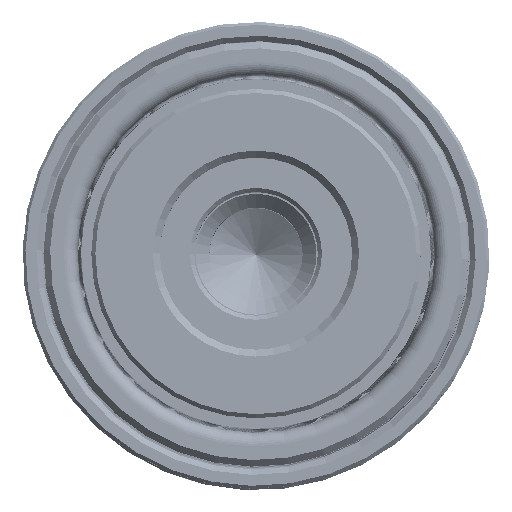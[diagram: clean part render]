
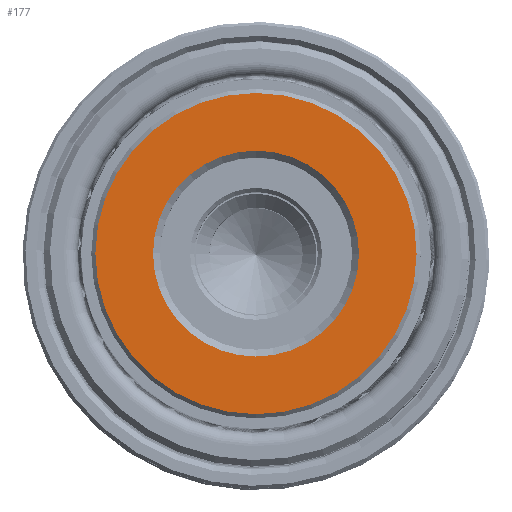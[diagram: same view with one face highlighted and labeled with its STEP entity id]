
A CAD part, top view. The second image highlights one B-rep face of the part: STEP entity #177.
In plain terms, the highlighted face is planar.
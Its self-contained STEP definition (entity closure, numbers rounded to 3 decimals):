
#177 = ADVANCED_FACE ( 'NONE', ( #25458, #9239 ), #23974, .F. ) ;
#450 = VERTEX_POINT ( 'NONE', #31042 ) ;
#1874 = EDGE_CURVE ( 'NONE', #14987, #450, #7111, .T. ) ;
#3565 = CARTESIAN_POINT ( 'NONE',  ( 0., 0., 0. ) ) ;
#7111 = CIRCLE ( 'NONE', #8373, 11.7 ) ;
#7256 = DIRECTION ( 'NONE',  ( 0., 0., 1. ) ) ;
#8373 = AXIS2_PLACEMENT_3D ( 'NONE', #17674, #40218, #20923 ) ;
#9239 = FACE_BOUND ( 'NONE', #35916, .T. ) ;
#10536 = ORIENTED_EDGE ( 'NONE', *, *, #22768, .T. ) ;
#12516 = DIRECTION ( 'NONE',  ( 0., 0., 1. ) ) ;
#14987 = VERTEX_POINT ( 'NONE', #34145 ) ;
#15443 = CARTESIAN_POINT ( 'NONE',  ( 0., 0., 0. ) ) ;
#17462 = CARTESIAN_POINT ( 'NONE',  ( 0., 0., 0. ) ) ;
#17674 = CARTESIAN_POINT ( 'NONE',  ( 0., 0., 0. ) ) ;
#18209 = EDGE_CURVE ( 'NONE', #34406, #21780, #37816, .T. ) ;
#18673 = DIRECTION ( 'NONE',  ( 1., 0., 0. ) ) ;
#20691 = DIRECTION ( 'NONE',  ( 1., 0., 0. ) ) ;
#20860 = DIRECTION ( 'NONE',  ( 1., 0., 0. ) ) ;
#20923 = DIRECTION ( 'NONE',  ( 1., 0., 0. ) ) ;
#21201 = CARTESIAN_POINT ( 'NONE',  ( 7.5, 0., 0. ) ) ;
#21393 = ORIENTED_EDGE ( 'NONE', *, *, #1874, .T. ) ;
#21780 = VERTEX_POINT ( 'NONE', #38424 ) ;
#22768 = EDGE_CURVE ( 'NONE', #21780, #34406, #26075, .T. ) ;
#23974 = PLANE ( 'NONE',  #30295 ) ;
#24041 = EDGE_CURVE ( 'NONE', #450, #14987, #36624, .T. ) ;
#25458 = FACE_OUTER_BOUND ( 'NONE', #27167, .T. ) ;
#26075 = CIRCLE ( 'NONE', #31753, 7.5 ) ;
#27167 = EDGE_LOOP ( 'NONE', ( #21393, #40154 ) ) ;
#30295 = AXIS2_PLACEMENT_3D ( 'NONE', #3565, #7256, #20860 ) ;
#31042 = CARTESIAN_POINT ( 'NONE',  ( -11.7, 0., 0. ) ) ;
#31753 = AXIS2_PLACEMENT_3D ( 'NONE', #31837, #12516, #35095 ) ;
#31837 = CARTESIAN_POINT ( 'NONE',  ( 0., 0., 0. ) ) ;
#33626 = AXIS2_PLACEMENT_3D ( 'NONE', #15443, #37977, #18673 ) ;
#34145 = CARTESIAN_POINT ( 'NONE',  ( 11.7, 0., 0. ) ) ;
#34406 = VERTEX_POINT ( 'NONE', #21201 ) ;
#35095 = DIRECTION ( 'NONE',  ( 1., 0., 0. ) ) ;
#35916 = EDGE_LOOP ( 'NONE', ( #10536, #36091 ) ) ;
#36091 = ORIENTED_EDGE ( 'NONE', *, *, #18209, .T. ) ;
#36624 = CIRCLE ( 'NONE', #36642, 11.7 ) ;
#36642 = AXIS2_PLACEMENT_3D ( 'NONE', #17462, #39988, #20691 ) ;
#37816 = CIRCLE ( 'NONE', #33626, 7.5 ) ;
#37977 = DIRECTION ( 'NONE',  ( 0., 0., 1. ) ) ;
#38424 = CARTESIAN_POINT ( 'NONE',  ( -7.5, 0., 0. ) ) ;
#39988 = DIRECTION ( 'NONE',  ( 0., 0., -1. ) ) ;
#40154 = ORIENTED_EDGE ( 'NONE', *, *, #24041, .T. ) ;
#40218 = DIRECTION ( 'NONE',  ( 0., 0., -1. ) ) ;
